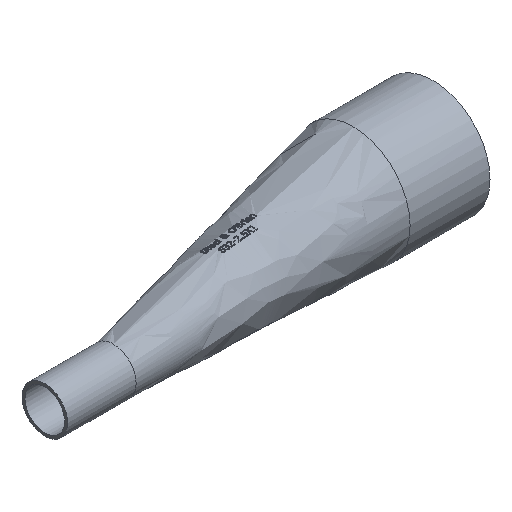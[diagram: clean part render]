
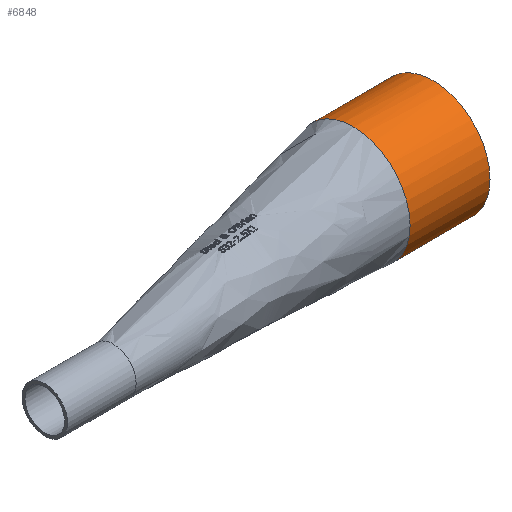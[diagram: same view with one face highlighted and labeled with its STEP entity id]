
A CAD part, isometric view. The second image highlights one B-rep face of the part: STEP entity #6848.
In plain terms, the highlighted cylindrical face has radius 31.75 mm (diameter 63.5 mm), a full revolution.
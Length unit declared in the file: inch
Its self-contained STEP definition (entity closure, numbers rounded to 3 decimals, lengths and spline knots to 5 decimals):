
#16=CYLINDRICAL_SURFACE('',#7089,1.25);
#1122=FACE_BOUND('',#1957,.T.);
#1548=FACE_OUTER_BOUND('',#1956,.T.);
#1956=EDGE_LOOP('',(#6413,#6414));
#1957=EDGE_LOOP('',(#6415));
#2015=CIRCLE('',#6921,1.25);
#2016=CIRCLE('',#6922,1.25);
#2037=CIRCLE('',#7090,1.25);
#2839=VERTEX_POINT('',#9595);
#2840=VERTEX_POINT('',#9598);
#3288=VERTEX_POINT('',#15751);
#3537=EDGE_CURVE('',#2840,#2839,#2015,.T.);
#3538=EDGE_CURVE('',#2839,#2840,#2016,.T.);
#4331=EDGE_CURVE('',#3288,#3288,#2037,.T.);
#6413=ORIENTED_EDGE('',*,*,#3537,.T.);
#6414=ORIENTED_EDGE('',*,*,#3538,.T.);
#6415=ORIENTED_EDGE('',*,*,#4331,.F.);
#6848=ADVANCED_FACE('',(#1548,#1122),#16,.T.);
#6921=AXIS2_PLACEMENT_3D('',#9599,#7240,#7241);
#6922=AXIS2_PLACEMENT_3D('',#9600,#7242,#7243);
#7089=AXIS2_PLACEMENT_3D('',#15750,#7913,#7914);
#7090=AXIS2_PLACEMENT_3D('',#15752,#7915,#7916);
#7240=DIRECTION('center_axis',(1.,0.,0.));
#7241=DIRECTION('ref_axis',(0.,-1.,0.016));
#7242=DIRECTION('center_axis',(1.,0.,0.));
#7243=DIRECTION('ref_axis',(0.,-1.,0.016));
#7913=DIRECTION('center_axis',(-1.,0.,0.));
#7914=DIRECTION('ref_axis',(0.,-1.,0.016));
#7915=DIRECTION('center_axis',(1.,0.,0.));
#7916=DIRECTION('ref_axis',(0.,-1.,0.016));
#9595=CARTESIAN_POINT('',(2.,0.73006,1.24986));
#9598=CARTESIAN_POINT('',(2.,-0.501,0.));
#9599=CARTESIAN_POINT('Origin',(2.,0.749,0.));
#9600=CARTESIAN_POINT('Origin',(2.,0.749,0.));
#15750=CARTESIAN_POINT('Origin',(3.75,0.749,0.));
#15751=CARTESIAN_POINT('',(3.75,1.99885,-0.01944));
#15752=CARTESIAN_POINT('Origin',(3.75,0.749,0.));
